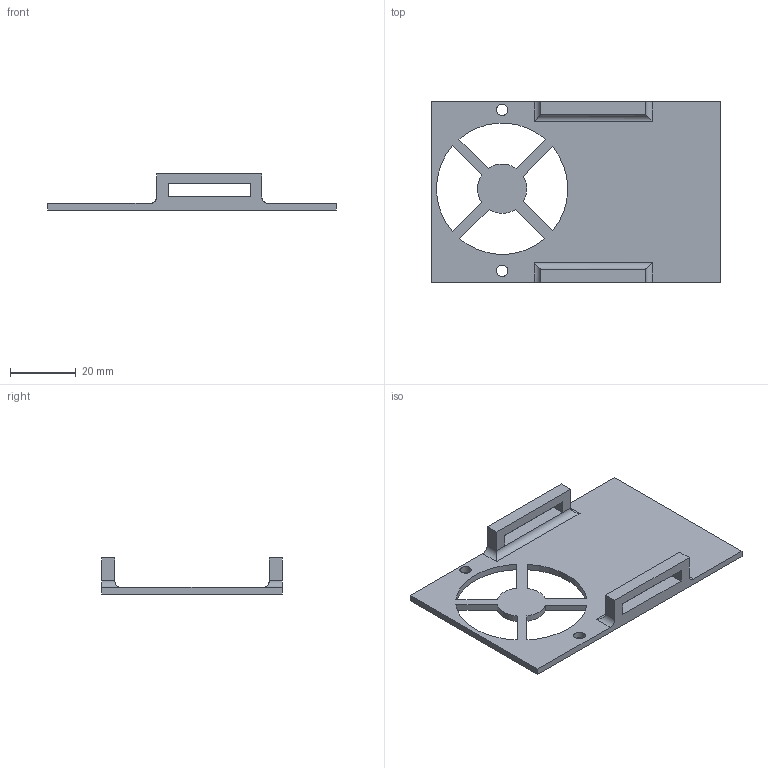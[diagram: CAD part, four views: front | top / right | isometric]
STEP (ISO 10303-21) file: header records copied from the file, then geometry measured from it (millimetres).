
FILE_DESCRIPTION(/* description */ ('STEP AP242','CAx-IF Rec.Pracs.---Representation and Presentation of Product Manufacturing Information (PMI)---4.0---2014-10-13','CAx-IF Rec.Pracs.---3D Tessellated Geometry---0.4---2014-09-14','2;1'),/* implementation_level */ '2;1');
FILE_NAME(/* name */ '6723c321f5b44212e005048e',/* time_stamp */ '2024-10-31T17:49:22Z',/* author */ (''),/* organization */ (''),/* preprocessor_version */ 'ST-DEVELOPER v20',/* originating_system */ ' ',/* authorisation */ ' ');
FILE_SCHEMA (('AP242_MANAGED_MODEL_BASED_3D_ENGINEERING_MIM_LF { 1 0 10303 442 1 1 4 }'));
Length unit declared in the file: metre
Products named in the file (1): Peltier_case v2
Bounding box: 88 x 55 x 11 mm (x, y, z)
Volume: 9364.2 mm3; surface area: 10199.5 mm2
Topology: 1 solids, 1 shells, 46 faces, 130 edges, 84 vertices
Faces by surface type: plane 30, cylinder 16
Full cylindrical faces by diameter (mm): 3.5 x2
Entity records: 1522 total; most frequent: CARTESIAN_POINT 259, ORIENTED_EDGE 256, DIRECTION 250, EDGE_CURVE 128, LINE 100, VECTOR 100, VERTEX_POINT 84, AXIS2_PLACEMENT_3D 75
